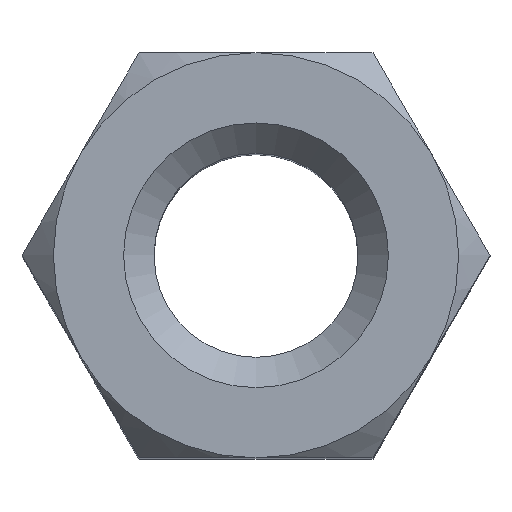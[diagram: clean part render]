
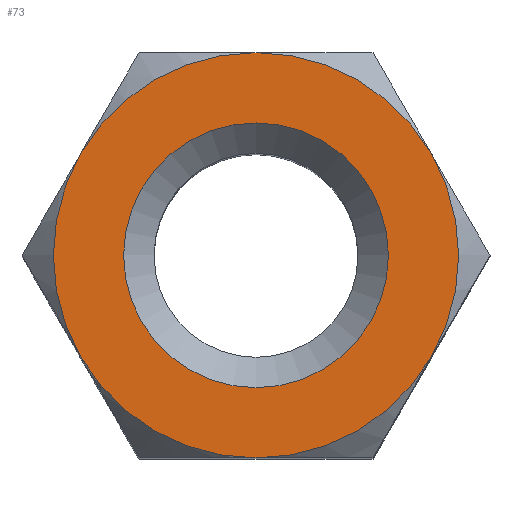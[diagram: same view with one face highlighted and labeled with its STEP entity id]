
A CAD part, top view. The second image highlights one B-rep face of the part: STEP entity #73.
In plain terms, the highlighted planar face has unit normal (0, 0, 1).
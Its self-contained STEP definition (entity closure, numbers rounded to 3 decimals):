
#73 = ADVANCED_FACE( '', ( #151, #152 ), #153, .T. );
#151 = FACE_BOUND( '', #232, .T. );
#152 = FACE_OUTER_BOUND( '', #233, .T. );
#153 = PLANE( '', #234 );
#232 = EDGE_LOOP( '', ( #364 ) );
#233 = EDGE_LOOP( '', ( #365, #366, #367, #368, #369, #370 ) );
#234 = AXIS2_PLACEMENT_3D( '', #371, #372, #373 );
#364 = ORIENTED_EDGE( '', *, *, #488, .T. );
#365 = ORIENTED_EDGE( '', *, *, #500, .F. );
#366 = ORIENTED_EDGE( '', *, *, #484, .F. );
#367 = ORIENTED_EDGE( '', *, *, #497, .F. );
#368 = ORIENTED_EDGE( '', *, *, #501, .T. );
#369 = ORIENTED_EDGE( '', *, *, #461, .F. );
#370 = ORIENTED_EDGE( '', *, *, #451, .F. );
#371 = CARTESIAN_POINT( '', ( 0., 0., 4. ) );
#372 = DIRECTION( '', ( 0., 0., 1. ) );
#373 = DIRECTION( '', ( 1., 0., 0. ) );
#451 = EDGE_CURVE( '', #519, #522, #523, .F. );
#461 = EDGE_CURVE( '', #522, #538, #539, .F. );
#484 = EDGE_CURVE( '', #572, #575, #576, .F. );
#488 = EDGE_CURVE( '', #581, #581, #582, .T. );
#497 = EDGE_CURVE( '', #549, #572, #593, .F. );
#500 = EDGE_CURVE( '', #575, #519, #596, .F. );
#501 = EDGE_CURVE( '', #549, #538, #597, .T. );
#519 = VERTEX_POINT( '', #616 );
#522 = VERTEX_POINT( '', #624 );
#523 = CIRCLE( '', #625, 2. );
#538 = VERTEX_POINT( '', #659 );
#539 = CIRCLE( '', #660, 2. );
#549 = VERTEX_POINT( '', #688 );
#572 = VERTEX_POINT( '', #755 );
#575 = VERTEX_POINT( '', #763 );
#576 = CIRCLE( '', #764, 2. );
#581 = VERTEX_POINT( '', #776 );
#582 = CIRCLE( '', #777, 1.307 );
#593 = CIRCLE( '', #808, 2. );
#596 = CIRCLE( '', #818, 2. );
#597 = CIRCLE( '', #819, 2. );
#616 = CARTESIAN_POINT( '', ( 0., -2., 4. ) );
#624 = CARTESIAN_POINT( '', ( -1.732, -1., 4. ) );
#625 = AXIS2_PLACEMENT_3D( '', #854, #855, #856 );
#659 = CARTESIAN_POINT( '', ( -1.732, 1., 4. ) );
#660 = AXIS2_PLACEMENT_3D( '', #866, #867, #868 );
#688 = CARTESIAN_POINT( '', ( 0., 2., 4. ) );
#755 = CARTESIAN_POINT( '', ( 1.732, 1., 4. ) );
#763 = CARTESIAN_POINT( '', ( 1.732, -1., 4. ) );
#764 = AXIS2_PLACEMENT_3D( '', #879, #880, #881 );
#776 = CARTESIAN_POINT( '', ( 0., 1.307, 4. ) );
#777 = AXIS2_PLACEMENT_3D( '', #885, #886, #887 );
#808 = AXIS2_PLACEMENT_3D( '', #891, #892, #893 );
#818 = AXIS2_PLACEMENT_3D( '', #894, #895, #896 );
#819 = AXIS2_PLACEMENT_3D( '', #897, #898, #899 );
#854 = CARTESIAN_POINT( '', ( 0., 0., 4. ) );
#855 = DIRECTION( '', ( 0., 0., 1. ) );
#856 = DIRECTION( '', ( 1., 0., 0. ) );
#866 = CARTESIAN_POINT( '', ( 0., 0., 4. ) );
#867 = DIRECTION( '', ( 0., 0., 1. ) );
#868 = DIRECTION( '', ( 1., 0., 0. ) );
#879 = CARTESIAN_POINT( '', ( 0., 0., 4. ) );
#880 = DIRECTION( '', ( 0., 0., 1. ) );
#881 = DIRECTION( '', ( 1., 0., 0. ) );
#885 = CARTESIAN_POINT( '', ( 0., 0., 4. ) );
#886 = DIRECTION( '', ( 0., 0., -1. ) );
#887 = DIRECTION( '', ( 0., 1., 0. ) );
#891 = CARTESIAN_POINT( '', ( 0., 0., 4. ) );
#892 = DIRECTION( '', ( 0., 0., 1. ) );
#893 = DIRECTION( '', ( 1., 0., 0. ) );
#894 = CARTESIAN_POINT( '', ( 0., 0., 4. ) );
#895 = DIRECTION( '', ( 0., 0., 1. ) );
#896 = DIRECTION( '', ( 1., 0., 0. ) );
#897 = CARTESIAN_POINT( '', ( 0., 0., 4. ) );
#898 = DIRECTION( '', ( 0., 0., 1. ) );
#899 = DIRECTION( '', ( 1., 0., 0. ) );
